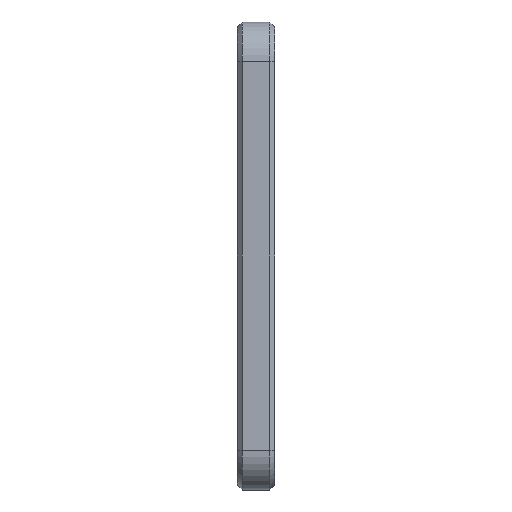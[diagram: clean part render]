
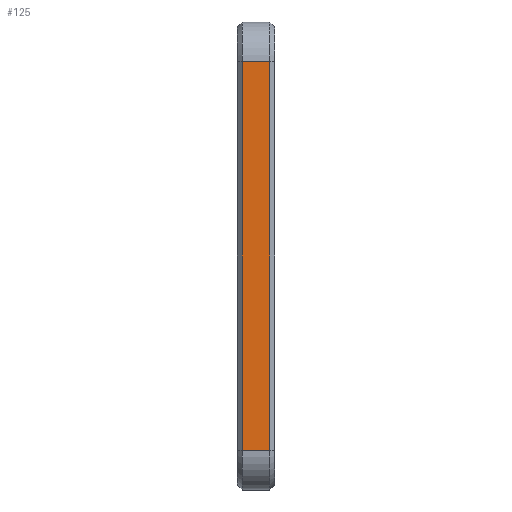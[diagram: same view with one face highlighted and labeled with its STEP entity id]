
A CAD part, left-side view. The second image highlights one B-rep face of the part: STEP entity #125.
In plain terms, the highlighted planar face has unit normal (-1, 0, 0).
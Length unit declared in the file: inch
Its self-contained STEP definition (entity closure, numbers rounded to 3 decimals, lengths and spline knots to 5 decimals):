
#50 = EDGE_LOOP ( 'NONE', ( #656, #1557, #675, #1879 ) ) ;
#82 = EDGE_CURVE ( 'NONE', #1752, #878, #1548, .T. ) ;
#125 = ADVANCED_FACE ( 'NONE', ( #134 ), #667, .T. ) ;
#134 = FACE_OUTER_BOUND ( 'NONE', #50, .T. ) ;
#217 = VERTEX_POINT ( 'NONE', #2095 ) ;
#257 = EDGE_CURVE ( 'NONE', #1752, #217, #1502, .T. ) ;
#399 = DIRECTION ( 'NONE',  ( 0., 0., -1. ) ) ;
#411 = CARTESIAN_POINT ( 'NONE',  ( -2.9375, 0.17187, -2.4375 ) ) ;
#429 = CARTESIAN_POINT ( 'NONE',  ( -2.9375, 0.23438, -2.4375 ) ) ;
#504 = DIRECTION ( 'NONE',  ( 0., 0., 1. ) ) ;
#656 = ORIENTED_EDGE ( 'NONE', *, *, #1294, .T. ) ;
#667 = PLANE ( 'NONE',  #1119 ) ;
#669 = VECTOR ( 'NONE', #399, 39.37008 ) ;
#675 = ORIENTED_EDGE ( 'NONE', *, *, #257, .F. ) ;
#818 = EDGE_CURVE ( 'NONE', #1239, #217, #833, .T. ) ;
#833 = LINE ( 'NONE', #1695, #1283 ) ;
#878 = VERTEX_POINT ( 'NONE', #411 ) ;
#894 = CARTESIAN_POINT ( 'NONE',  ( -2.9375, 0.17187, 2.4375 ) ) ;
#949 = DIRECTION ( 'NONE',  ( 0., 0., 1. ) ) ;
#958 = DIRECTION ( 'NONE',  ( -1., 0., 0. ) ) ;
#1119 = AXIS2_PLACEMENT_3D ( 'NONE', #1605, #958, #949 ) ;
#1239 = VERTEX_POINT ( 'NONE', #1800 ) ;
#1283 = VECTOR ( 'NONE', #504, 39.37008 ) ;
#1294 = EDGE_CURVE ( 'NONE', #878, #1239, #1836, .T. ) ;
#1318 = DIRECTION ( 'NONE',  ( 0., -1., 0. ) ) ;
#1340 = CARTESIAN_POINT ( 'NONE',  ( -2.9375, 0.23438, 2.4375 ) ) ;
#1502 = LINE ( 'NONE', #1340, #1584 ) ;
#1513 = CARTESIAN_POINT ( 'NONE',  ( -2.9375, 0.17187, 2.4375 ) ) ;
#1548 = LINE ( 'NONE', #894, #669 ) ;
#1557 = ORIENTED_EDGE ( 'NONE', *, *, #818, .T. ) ;
#1584 = VECTOR ( 'NONE', #1992, 39.37008 ) ;
#1605 = CARTESIAN_POINT ( 'NONE',  ( -2.9375, 0.23438, 2.4375 ) ) ;
#1695 = CARTESIAN_POINT ( 'NONE',  ( -2.9375, -0.17187, 2.4375 ) ) ;
#1714 = VECTOR ( 'NONE', #1318, 39.37008 ) ;
#1752 = VERTEX_POINT ( 'NONE', #1513 ) ;
#1800 = CARTESIAN_POINT ( 'NONE',  ( -2.9375, -0.17187, -2.4375 ) ) ;
#1836 = LINE ( 'NONE', #429, #1714 ) ;
#1879 = ORIENTED_EDGE ( 'NONE', *, *, #82, .T. ) ;
#1992 = DIRECTION ( 'NONE',  ( 0., -1., 0. ) ) ;
#2095 = CARTESIAN_POINT ( 'NONE',  ( -2.9375, -0.17187, 2.4375 ) ) ;
